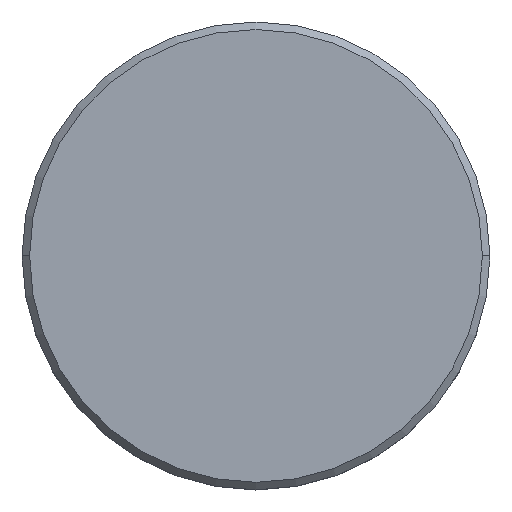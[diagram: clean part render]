
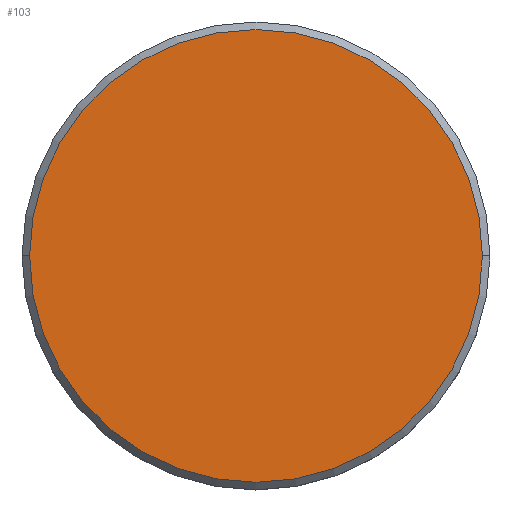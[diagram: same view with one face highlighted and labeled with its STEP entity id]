
A CAD part, top view. The second image highlights one B-rep face of the part: STEP entity #103.
In plain terms, the highlighted planar face has unit normal (0, 0, 1).
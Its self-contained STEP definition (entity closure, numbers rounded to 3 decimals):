
#68 = CARTESIAN_POINT ( 'NONE',  ( -15., 0., 0. ) ) ;
#103 = ADVANCED_FACE ( 'NONE', ( #811 ), #825, .T. ) ;
#144 = DIRECTION ( 'NONE',  ( 0., 0., 1. ) ) ;
#163 = VERTEX_POINT ( 'NONE', #165 ) ;
#165 = CARTESIAN_POINT ( 'NONE',  ( 15., 0., 0. ) ) ;
#207 = AXIS2_PLACEMENT_3D ( 'NONE', #275, #735, #545 ) ;
#254 = EDGE_LOOP ( 'NONE', ( #548, #1060 ) ) ;
#275 = CARTESIAN_POINT ( 'NONE',  ( 0., 0., 0. ) ) ;
#310 = CIRCLE ( 'NONE', #207, 15. ) ;
#349 = DIRECTION ( 'NONE',  ( 0., 0., 1. ) ) ;
#360 = CARTESIAN_POINT ( 'NONE',  ( 0., 0., 0. ) ) ;
#400 = EDGE_CURVE ( 'NONE', #163, #787, #946, .T. ) ;
#428 = CARTESIAN_POINT ( 'NONE',  ( 0., 0., 0. ) ) ;
#517 = AXIS2_PLACEMENT_3D ( 'NONE', #360, #144, #994 ) ;
#526 = DIRECTION ( 'NONE',  ( 1., 0., 0. ) ) ;
#545 = DIRECTION ( 'NONE',  ( 1., 0., 0. ) ) ;
#548 = ORIENTED_EDGE ( 'NONE', *, *, #1111, .T. ) ;
#735 = DIRECTION ( 'NONE',  ( 0., 0., 1. ) ) ;
#787 = VERTEX_POINT ( 'NONE', #68 ) ;
#811 = FACE_OUTER_BOUND ( 'NONE', #254, .T. ) ;
#825 = PLANE ( 'NONE',  #517 ) ;
#849 = AXIS2_PLACEMENT_3D ( 'NONE', #428, #349, #526 ) ;
#946 = CIRCLE ( 'NONE', #849, 15. ) ;
#994 = DIRECTION ( 'NONE',  ( 1., 0., 0. ) ) ;
#1060 = ORIENTED_EDGE ( 'NONE', *, *, #400, .T. ) ;
#1111 = EDGE_CURVE ( 'NONE', #787, #163, #310, .T. ) ;
